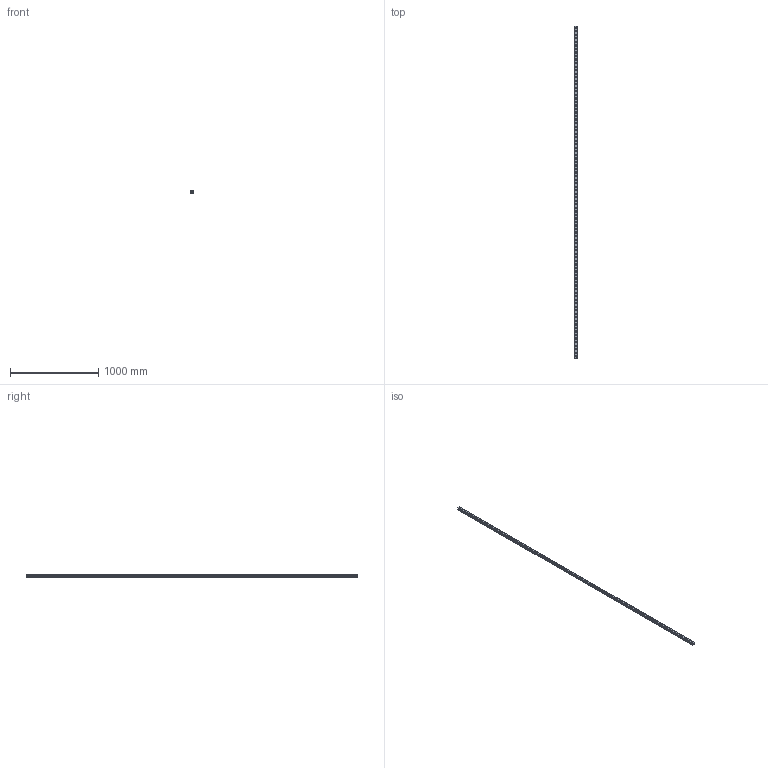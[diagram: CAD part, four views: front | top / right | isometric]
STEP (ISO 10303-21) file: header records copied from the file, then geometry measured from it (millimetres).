
FILE_DESCRIPTION(('STEP AP214'),'1');
FILE_NAME('cctmp_3DC740B0-8701-462A-8C7C-2EAE17147380_2021_03_11_14_56_00_0829..stp','2021-03-11T13:56:01',('HIWIN GmbH'),('CADClick - www.CADClick.com'),'Spatial InterOp 3D',' ','unknown authorization');
FILE_SCHEMA(('AUTOMOTIVE_DESIGN'));
Length unit declared in the file: millimetre
Products named in the file (1): RGR30R3760H_FILE
Bounding box: 28 x 3760 x 28 mm (x, y, z)
Volume: 2157728.6 mm3; surface area: 557348.8 mm2
Topology: 1 solids, 1 shells, 961 faces, 2019 edges, 1346 vertices
Faces by surface type: cylinder 582, plane 379
Entity records: 33969 total; most frequent: DIRECTION 5107, CARTESIAN_POINT 4327, ORIENTED_EDGE 4038, AXIS2_PLACEMENT_3D 2126, EDGE_CURVE 2019, VERTEX_POINT 1346, EDGE_LOOP 1247, CIRCLE 1164
